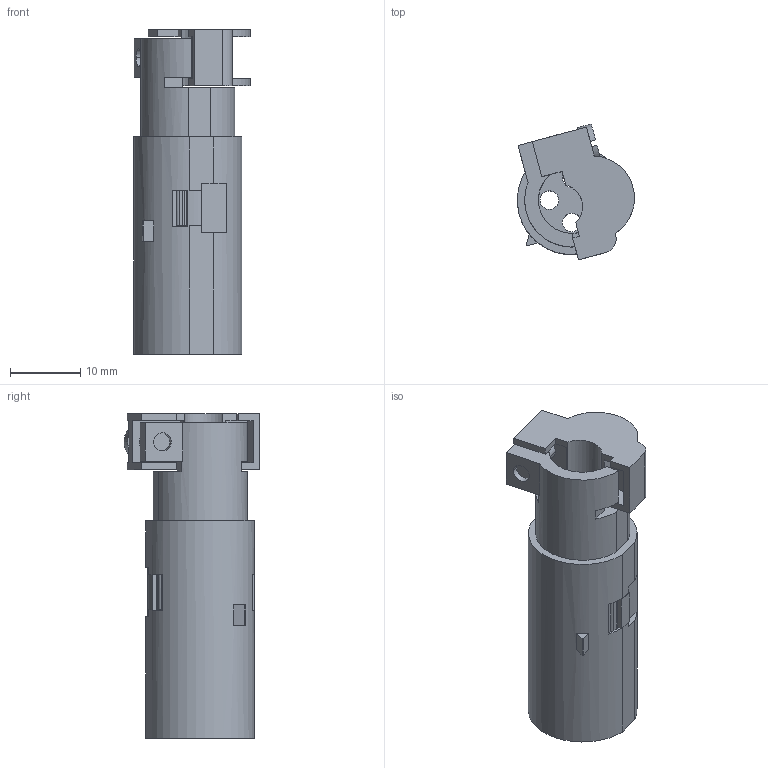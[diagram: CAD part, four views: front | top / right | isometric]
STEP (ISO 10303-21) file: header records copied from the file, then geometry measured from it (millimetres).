
FILE_DESCRIPTION(('CATIA V5 STEP Exchange','CAx-IF Rec.Pracs.--- Model Styling and Organization---1.5--- 2016-08-15','CAx-IF Rec.Pracs.---Supplemental Geometry---1.0---2011-11-01','CAx-IF Rec.Pracs.--- Composite Materials ---1.1---2010-07-15'),'2;1');
FILE_NAME ('1255396-1_0', '2025-08-18T12:05:11+00:00', ('none'), ('Weidmueller'), 'CATIA Version 5-6 Release 2024 SP4', 'CATIA V5 STEP AP214 v3', 'none');
FILE_SCHEMA(('AUTOMOTIVE_DESIGN { 1 0 10303 214 1 1 1 1 }'));
Length unit declared in the file: millimetre
Products named in the file (1): 2748590000
Bounding box: 16.68 x 19.38 x 46.25 mm (x, y, z)
Volume: 4851.5 mm3; surface area: 4884.5 mm2
Topology: 1 solids, 1 shells, 246 faces, 676 edges, 451 vertices
Faces by surface type: plane 139, cylinder 57, extrusion 40, cone 10
Entity records: 8541 total; most frequent: CARTESIAN_POINT 2327, ORIENTED_EDGE 1352, DIRECTION 1003, EDGE_CURVE 676, VECTOR 479, VERTEX_POINT 451, LINE 439, AXIS2_PLACEMENT_3D 323
